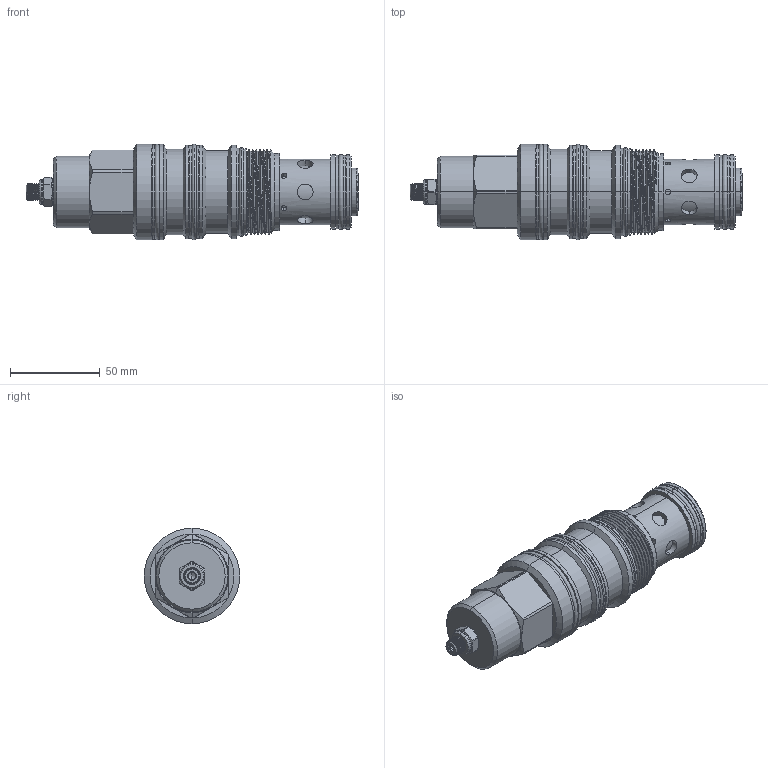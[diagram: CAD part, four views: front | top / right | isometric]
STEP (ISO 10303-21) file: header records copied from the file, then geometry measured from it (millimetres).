
FILE_DESCRIPTION (( 'STEP AP203' ), '1' );
FILE_NAME ('CW24A4B(4E)-L.STEP', '2016-05-19T03:25:00', ( '' ), ( '' ), 'SwSTEP 2.0', 'SolidWorks 2012', '' );
FILE_SCHEMA (( 'CONFIG_CONTROL_DESIGN' ));
Length unit declared in the file: millimetre
Products named in the file (1): CW24A4B(4E)-L
Bounding box: 185.11 x 53.14 x 53.14 mm (x, y, z)
Volume: 260322.4 mm3; surface area: 42683.6 mm2
Topology: 4 solids, 4 shells, 339 faces, 774 edges, 481 vertices
Faces by surface type: cylinder 175, plane 78, cone 39, torus 38, bspline 9
Entity records: 15691 total; most frequent: CARTESIAN_POINT 8174, DIRECTION 1574, ORIENTED_EDGE 1544, EDGE_CURVE 772, AXIS2_PLACEMENT_3D 663, VERTEX_POINT 481, EDGE_LOOP 383, ADVANCED_FACE 339
